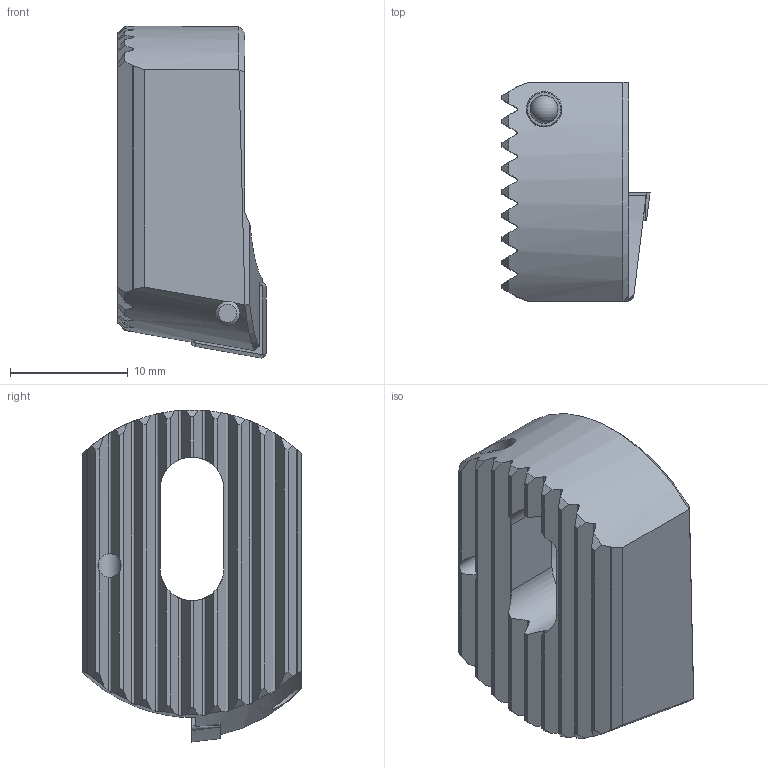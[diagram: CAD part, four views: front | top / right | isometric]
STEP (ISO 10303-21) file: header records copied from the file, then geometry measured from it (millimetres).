
FILE_DESCRIPTION (( 'STEP AP214' ), '1' );
FILE_NAME ('BV1.WCA.K11.012.STEP', '2020-08-13T14:24:27', ( '' ), ( '' ), 'SwSTEP 2.0', 'SolidWorks 2017', '' );
FILE_SCHEMA (( 'AUTOMOTIVE_DESIGN' ));
Length unit declared in the file: millimetre
Products named in the file (5): WCA-ER2.001.006_A; BV1-WCA.K11.012_B; CCMT060204; BV1.WCA.K11.012; KVT_MB_600_030
Assembly tree (4 placements, depth 2):
  BV1.WCA.K11.012
    BV1-WCA.K11.012_B
    CCMT060204
    WCA-ER2.001.006_A
    KVT_MB_600_030
Bounding box: 12.58 x 18.6 x 28.2 mm (x, y, z)
Volume: 2974 mm3; surface area: 2773.9 mm2
Topology: 6 solids, 6 shells, 203 faces, 539 edges, 343 vertices
Faces by surface type: plane 83, cylinder 49, cone 44, bspline 22, torus 3, sphere 2
Full cylindrical faces by diameter (mm): 2 x3, 2.05 x1, 2.1 x1, 2.381 x1, 2.5 x1, 2.8 x1, 3 x3, 3.4 x1, 3.85 x1
Entity records: 7751 total; most frequent: CARTESIAN_POINT 2631, ORIENTED_EDGE 980, DIRECTION 754, EDGE_CURVE 490, VERTEX_POINT 331, AXIS2_PLACEMENT_3D 293, EDGE_LOOP 243, FACE_OUTER_BOUND 218
